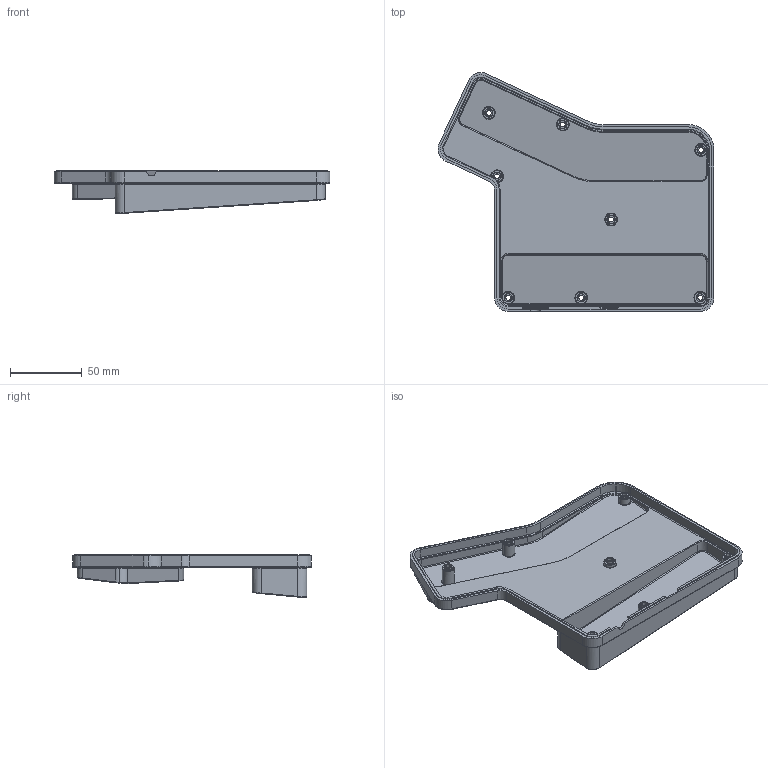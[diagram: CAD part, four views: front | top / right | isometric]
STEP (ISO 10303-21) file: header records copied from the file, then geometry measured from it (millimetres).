
FILE_DESCRIPTION (( 'STEP AP203' ), '1' );
FILE_NAME ('Double_BottomLeftCase.STEP', '2012-07-22T22:16:08', ( 'Dox' ), ( 'Microsoft' ), 'SwSTEP 2.0', 'SolidWorks 2011', '' );
FILE_SCHEMA (( 'CONFIG_CONTROL_DESIGN' ));
Length unit declared in the file: inch
Products named in the file (1): Double_BottomLeftCase
Bounding box: 192.12 x 166.29 x 29.94 mm (x, y, z)
Volume: 64238.7 mm3; surface area: 75266.6 mm2
Topology: 1 solids, 1 shells, 476 faces, 1131 edges, 678 vertices
Faces by surface type: cylinder 197, torus 103, plane 92, bspline 84
Entity records: 16394 total; most frequent: CARTESIAN_POINT 5749, DIRECTION 2281, ORIENTED_EDGE 2254, EDGE_CURVE 1127, AXIS2_PLACEMENT_3D 954, VERTEX_POINT 678, CIRCLE 561, EDGE_LOOP 517
